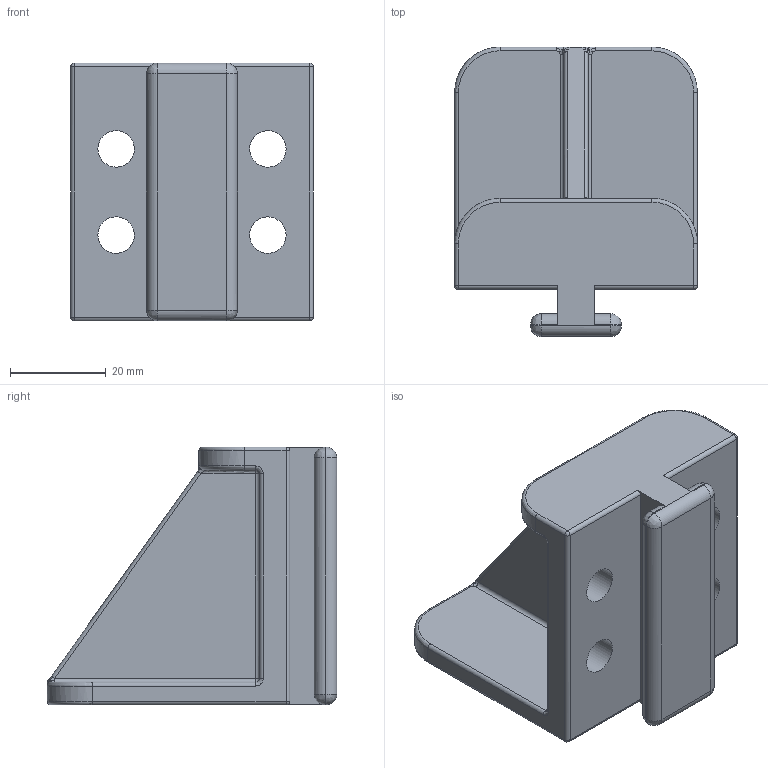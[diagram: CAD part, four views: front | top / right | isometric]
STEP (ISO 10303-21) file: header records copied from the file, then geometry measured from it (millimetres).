
FILE_DESCRIPTION((''),'2;1');
FILE_NAME('DE-569_STD_FMC_BAR_STOP.stp', '2007-03-23T11:43:45',('User'),('SDRC'),'I-DEAS Master Series 9','UNIX', 'Yes');
FILE_SCHEMA(('AUTOMOTIVE_DESIGN { 1 0 10303 214 1 1 1 1 }'));
Length unit declared in the file: inch
Products named in the file (1): DE-569
Bounding box: 50.8 x 60.64 x 53.98 mm (x, y, z)
Volume: 42753.3 mm3; surface area: 17368.5 mm2
Topology: 1 solids, 1 shells, 127 faces, 303 edges, 162 vertices
Faces by surface type: bspline 127
Entity records: 6153 total; most frequent: CARTESIAN_POINT 4472, ORIENTED_EDGE 574, EDGE_CURVE 287, VERTEX_POINT 162, EDGE_LOOP 135, FACE_OUTER_BOUND 127, ADVANCED_FACE 127, B_SPLINE_CURVE_WITH_KNOTS 127
